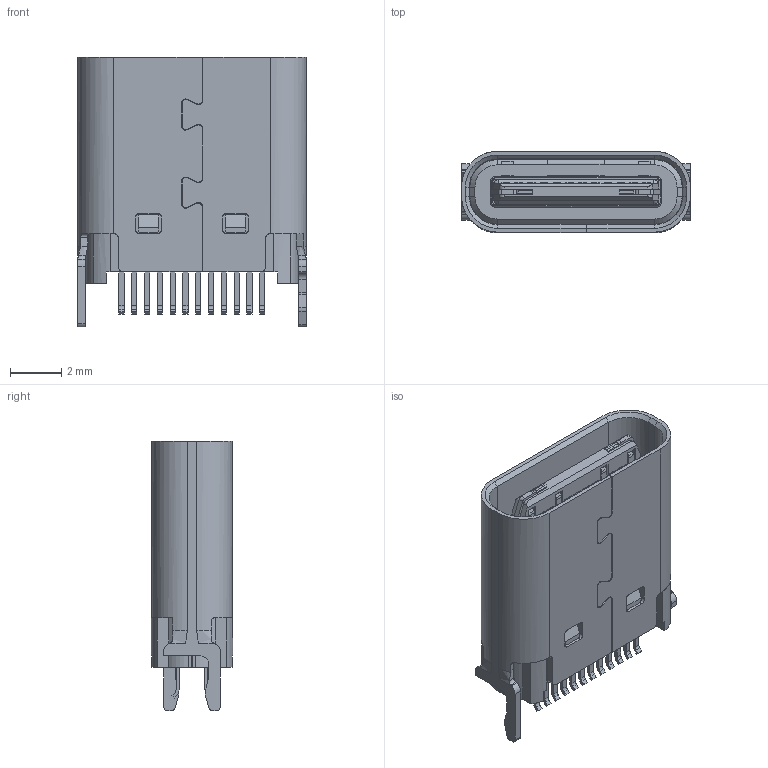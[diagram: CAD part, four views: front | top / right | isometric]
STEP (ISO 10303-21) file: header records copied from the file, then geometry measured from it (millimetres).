
FILE_DESCRIPTION((''),'2;1');
FILE_NAME('1_0L_8_65_0001','2017-09-20T20:30:29',('Administrator'),(''),'CREO PARAMETRIC BY PTC INC, 2016510','CREO PARAMETRIC BY PTC INC, 2016510','');
FILE_SCHEMA(('CONFIG_CONTROL_DESIGN'));
Length unit declared in the file: millimetre
Products named in the file (1): 1_0L_8_65_0001
Bounding box: 8.94 x 3.17 x 10.55 mm (x, y, z)
Volume: 148.1 mm3; surface area: 703.3 mm2
Topology: 1 solids, 6 shells, 1547 faces, 4457 edges, 2904 vertices
Faces by surface type: plane 1186, cylinder 325, cone 16, bspline 16, extrusion 4
Entity records: 50790 total; most frequent: CARTESIAN_POINT 9782, ORIENTED_EDGE 8906, DIRECTION 8066, EDGE_CURVE 4453, VECTOR 3658, LINE 3654, VERTEX_POINT 2904, AXIS2_PLACEMENT_3D 2204
